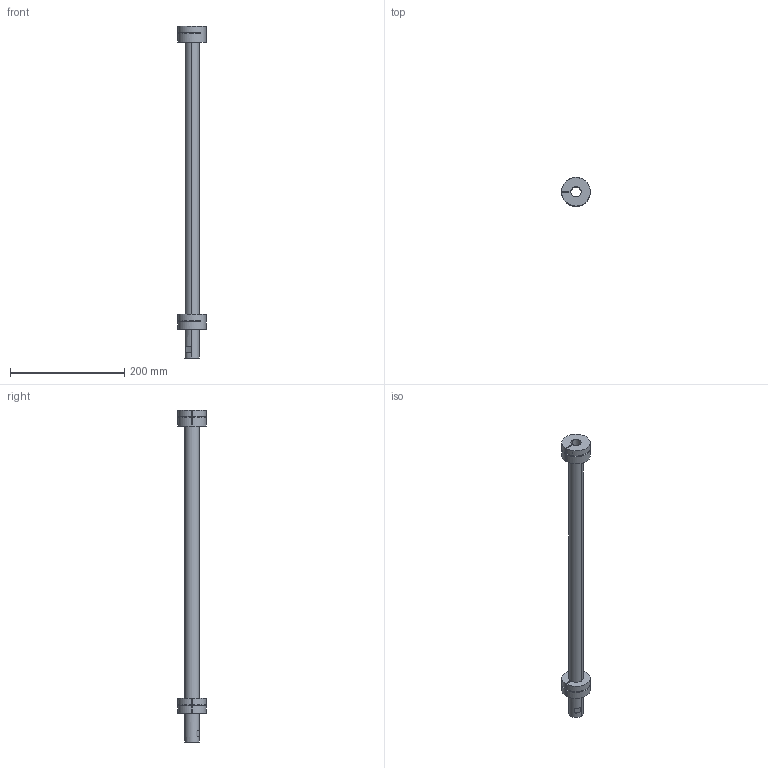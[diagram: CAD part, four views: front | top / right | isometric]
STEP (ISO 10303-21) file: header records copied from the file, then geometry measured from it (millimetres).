
FILE_DESCRIPTION (( 'STEP AP214' ), '1' );
FILE_NAME ('IRB930_22kg-1050-300-BTM_Omnicore_rev00_LINK3.STEP', '2023-03-20T01:42:32', ( '' ), ( '' ), 'SwSTEP 2.0', 'SolidWorks 2020', '' );
FILE_SCHEMA (( 'AUTOMOTIVE_DESIGN' ));
Length unit declared in the file: millimetre
Products named in the file (1): IRB930_22kg-1050-300-BTM_Omnicore_rev00_LINK3
Bounding box: 49.99 x 49.99 x 580 mm (x, y, z)
Volume: 209560.7 mm3; surface area: 95420.2 mm2
Topology: 1 solids, 1 shells, 41 faces, 124 edges, 80 vertices
Faces by surface type: plane 23, cylinder 14, cone 4
Entity records: 1486 total; most frequent: CARTESIAN_POINT 300, DIRECTION 254, ORIENTED_EDGE 240, EDGE_CURVE 120, AXIS2_PLACEMENT_3D 94, VERTEX_POINT 80, LINE 66, VECTOR 66
